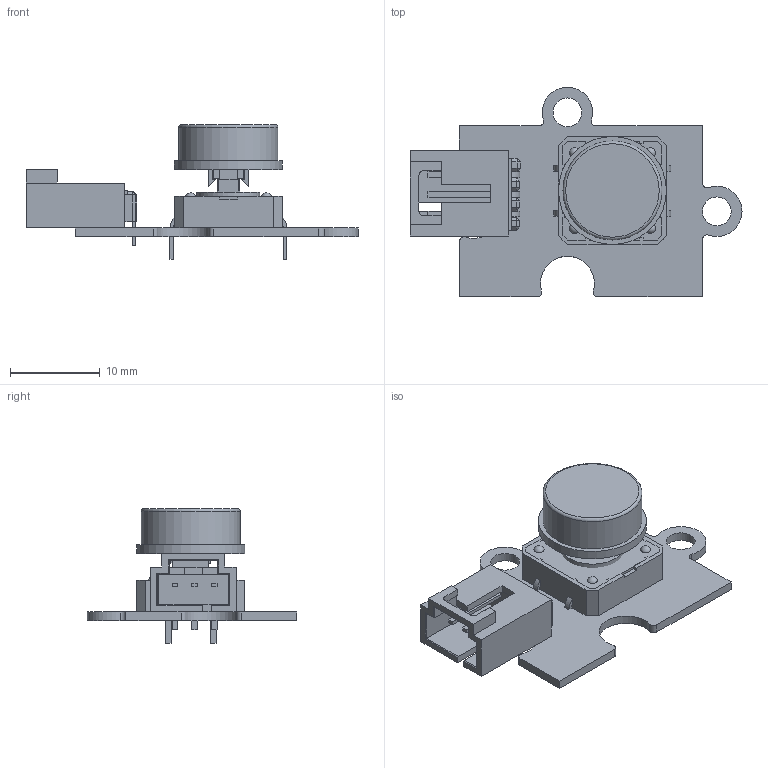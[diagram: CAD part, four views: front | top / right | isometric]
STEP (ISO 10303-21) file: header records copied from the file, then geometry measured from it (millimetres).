
FILE_DESCRIPTION(('FreeCAD Model'),'2;1');
FILE_NAME('Sensor Optopus Pulsador.step','2014-08-28T00:19:23',('FreeCAD'),('FreeCAD'), 'Open CASCADE STEP processor 6.7','FreeCAD','Unknown');
FILE_SCHEMA(('AUTOMOTIVE_DESIGN_CC2 { 1 2 10303 214 -1 1 5 4 }'));
Length unit declared in the file: millimetre
Products named in the file (12): PCB_Base; Sketch004; AlojaConectores; Fusion003; Fillet007; ChapaMetalica; Conectores; Sketch; Sketch006; Sketch002; Sketch005; Tapon
Bounding box: 36.9 x 23.3 x 15 mm (x, y, z)
Volume: 1517.8 mm3; surface area: 3713.8 mm2
Topology: 7 solids, 7 shells, 371 faces, 981 edges, 657 vertices
Faces by surface type: plane 311, cylinder 55, sphere 4, torus 1
Full cylindrical faces by diameter (mm): 1.13 x8, 2 x1, 3.2 x2, 7 x2, 11 x1, 12 x1
Entity records: 26118 total; most frequent: CARTESIAN_POINT 5119, DIRECTION 3176, LINE 2099, VECTOR 2099, ORIENTED_EDGE 1940, PCURVE 1932, DEFINITIONAL_REPRESENTATION 1932, EDGE_CURVE 966
